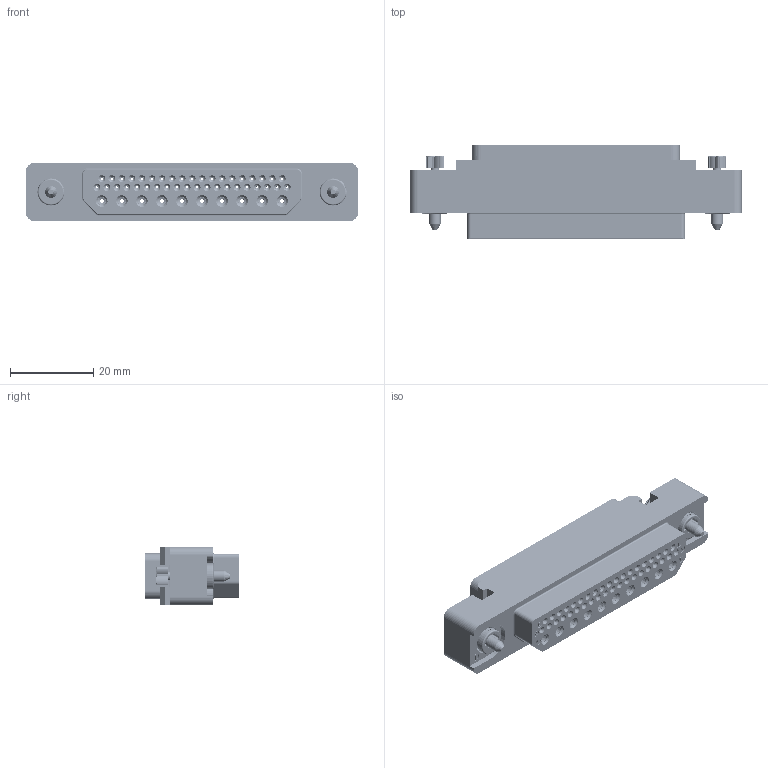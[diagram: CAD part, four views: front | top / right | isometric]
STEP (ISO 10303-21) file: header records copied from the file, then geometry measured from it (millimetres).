
FILE_DESCRIPTION((''),'2;1');
FILE_NAME('1900ND03S1A00A','2019-10-29T',('presta_be4'),(''),'CREO PARAMETRIC BY PTC INC, 2018360','CREO PARAMETRIC BY PTC INC, 2018360','');
FILE_SCHEMA(('CONFIG_CONTROL_DESIGN'));
Products named in the file (1): 1900ND03S1A00A
Bounding box: 80 x 22.52 x 14 mm (x, y, z)
Volume: 12821.6 mm3; surface area: 14375.6 mm2
Topology: 3 solids, 3 shells, 4992 faces, 11814 edges, 7156 vertices
Faces by surface type: plane 1857, cylinder 1220, torus 1140, cone 741, extrusion 28, bspline 6
Entity records: 151651 total; most frequent: CARTESIAN_POINT 33212, DIRECTION 26524, ORIENTED_EDGE 23620, EDGE_CURVE 11810, AXIS2_PLACEMENT_3D 10145, VERTEX_POINT 7156, VECTOR 6234, LINE 6206
